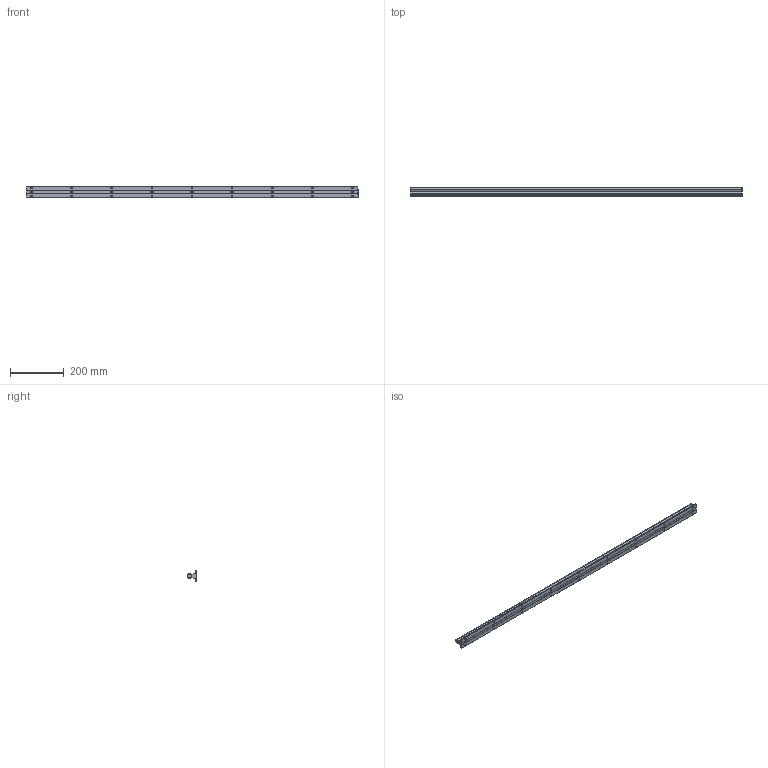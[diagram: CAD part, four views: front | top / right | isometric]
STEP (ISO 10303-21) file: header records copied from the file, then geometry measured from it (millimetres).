
FILE_DESCRIPTION (( 'STEP AP214' ), '1' );
FILE_NAME ('SBR16 1240L N=20.STEP', '2018-01-02T14:47:46', ( '砐錪賧瘔蠈錪 Windows' ), ( '' ), 'SwSTEP 2.0', 'SolidWorks 2016', '' );
FILE_SCHEMA (( 'AUTOMOTIVE_DESIGN' ));
Length unit declared in the file: millimetre
Products named in the file (1): SBR16 1240L N=20
Bounding box: 1240 x 33 x 40 mm (x, y, z)
Volume: 733337.2 mm3; surface area: 208427.8 mm2
Topology: 11 solids, 11 shells, 513 faces, 1334 edges, 825 vertices
Faces by surface type: cylinder 250, plane 187, cone 40, torus 36
Entity records: 19148 total; most frequent: CARTESIAN_POINT 4077, ORIENTED_EDGE 2632, DIRECTION 2506, EDGE_CURVE 1316, AXIS2_PLACEMENT_3D 946, VERTEX_POINT 825, LINE 614, VECTOR 614
